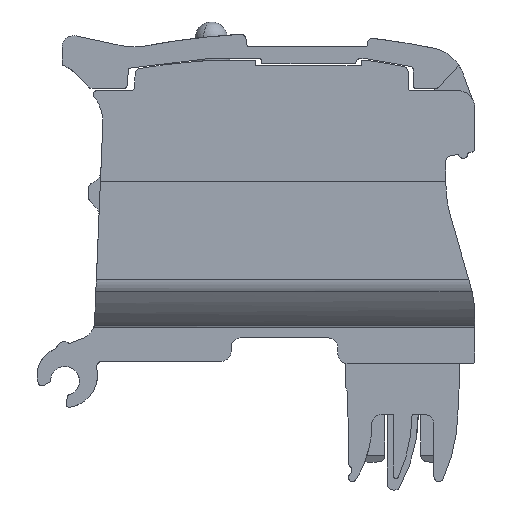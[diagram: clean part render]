
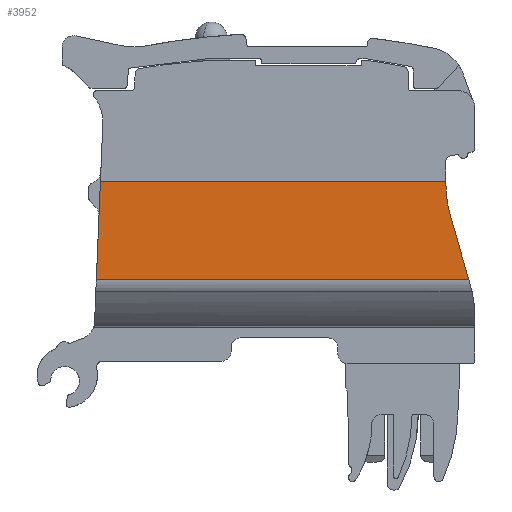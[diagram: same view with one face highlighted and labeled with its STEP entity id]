
A CAD part, left-side view. The second image highlights one B-rep face of the part: STEP entity #3952.
In plain terms, the highlighted planar face has unit normal (-1, 0, 0).
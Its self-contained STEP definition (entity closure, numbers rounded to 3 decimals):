
#3443=AXIS2_PLACEMENT_3D('Circle Axis2P3D',#3441,#3442,$) ;
#3937=AXIS2_PLACEMENT_3D('Plane Axis2P3D',#3934,#3935,#3936) ;
#2211=CARTESIAN_POINT('Line Origine',(0.,32.422,22.352)) ;
#2215=CARTESIAN_POINT('Vertex',(0.,32.597,18.139)) ;
#2217=CARTESIAN_POINT('Vertex',(0.,32.247,26.564)) ;
#3409=CARTESIAN_POINT('Line Origine',(0.,2.5,26.478)) ;
#3413=CARTESIAN_POINT('Vertex',(0.,2.5,26.564)) ;
#3415=CARTESIAN_POINT('Vertex',(0.,2.5,26.392)) ;
#3441=CARTESIAN_POINT('Axis2P3D Location',(0.,-7.5,26.392)) ;
#3445=CARTESIAN_POINT('Vertex',(0.,2.113,23.636)) ;
#3465=CARTESIAN_POINT('Line Origine',(0.,1.325,20.887)) ;
#3469=CARTESIAN_POINT('Vertex',(0.,0.536,18.139)) ;
#3921=CARTESIAN_POINT('Line Origine',(0.,95.3,18.139)) ;
#3934=CARTESIAN_POINT('Axis2P3D Location',(0.,95.3,29.866)) ;
#3939=CARTESIAN_POINT('Line Origine',(0.,17.374,26.564)) ;
#2212=DIRECTION('Vector Direction',(0.,-0.041,0.999)) ;
#3410=DIRECTION('Vector Direction',(0.,0.,-1.)) ;
#3442=DIRECTION('Axis2P3D Direction',(-1.,0.,0.)) ;
#3466=DIRECTION('Vector Direction',(0.,-0.276,-0.961)) ;
#3922=DIRECTION('Vector Direction',(0.,1.,0.)) ;
#3935=DIRECTION('Axis2P3D Direction',(1.,0.,0.)) ;
#3936=DIRECTION('Axis2P3D XDirection',(0.,0.,1.)) ;
#3940=DIRECTION('Vector Direction',(0.,-1.,0.)) ;
#2213=VECTOR('Line Direction',#2212,1.) ;
#3411=VECTOR('Line Direction',#3410,1.) ;
#3467=VECTOR('Line Direction',#3466,1.) ;
#3923=VECTOR('Line Direction',#3922,1.) ;
#3941=VECTOR('Line Direction',#3940,1.) ;
#3945=ORIENTED_EDGE('',*,*,#2219,.F.) ;
#3946=ORIENTED_EDGE('',*,*,#3925,.T.) ;
#3947=ORIENTED_EDGE('',*,*,#3471,.F.) ;
#3948=ORIENTED_EDGE('',*,*,#3447,.F.) ;
#3949=ORIENTED_EDGE('',*,*,#3417,.F.) ;
#3950=ORIENTED_EDGE('',*,*,#3943,.F.) ;
#3952=ADVANCED_FACE('GH_FUCR',(#3951),#3938,.F.) ;
#3444=CIRCLE('generated circle',#3443,10.) ;
#2219=EDGE_CURVE('',#2216,#2218,#2214,.T.) ;
#3417=EDGE_CURVE('',#3414,#3416,#3412,.T.) ;
#3447=EDGE_CURVE('',#3416,#3446,#3444,.T.) ;
#3471=EDGE_CURVE('',#3446,#3470,#3468,.T.) ;
#3925=EDGE_CURVE('',#2216,#3470,#3924,.F.) ;
#3943=EDGE_CURVE('',#2218,#3414,#3942,.T.) ;
#3944=EDGE_LOOP('',(#3945,#3946,#3947,#3948,#3949,#3950)) ;
#3951=FACE_OUTER_BOUND('',#3944,.T.) ;
#2214=LINE('Line',#2211,#2213) ;
#3412=LINE('Line',#3409,#3411) ;
#3468=LINE('Line',#3465,#3467) ;
#3924=LINE('Line',#3921,#3923) ;
#3942=LINE('Line',#3939,#3941) ;
#3938=PLANE('',#3937) ;
#2216=VERTEX_POINT('',#2215) ;
#2218=VERTEX_POINT('',#2217) ;
#3414=VERTEX_POINT('',#3413) ;
#3416=VERTEX_POINT('',#3415) ;
#3446=VERTEX_POINT('',#3445) ;
#3470=VERTEX_POINT('',#3469) ;
